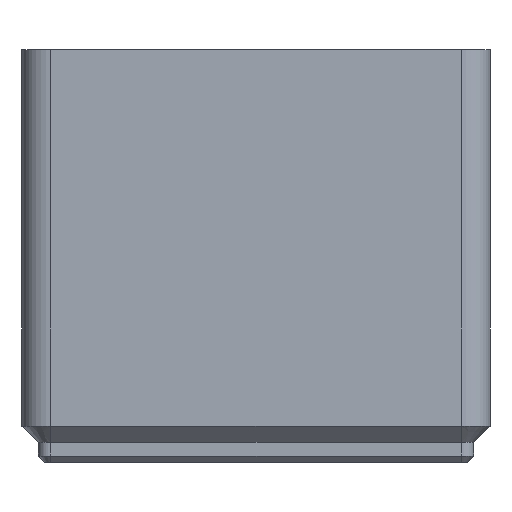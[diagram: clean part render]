
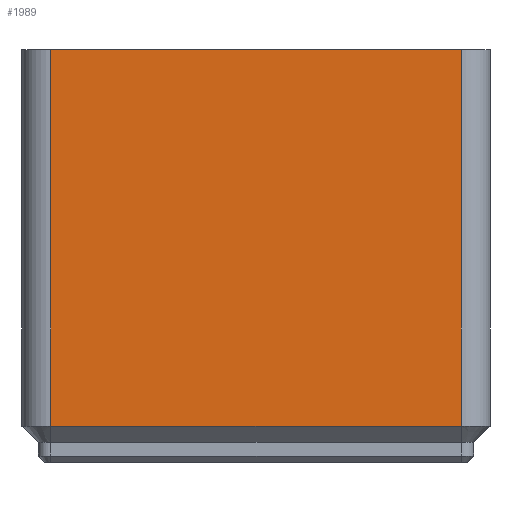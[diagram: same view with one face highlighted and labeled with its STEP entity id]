
A CAD part, left-side view. The second image highlights one B-rep face of the part: STEP entity #1989.
In plain terms, the highlighted planar face has unit normal (-1, 0, 0).
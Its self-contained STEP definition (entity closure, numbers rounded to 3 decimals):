
#97=PLANE('',#2208);
#248=LINE('',#3368,#437);
#284=LINE('',#3474,#473);
#291=LINE('',#3507,#480);
#292=LINE('',#3509,#481);
#437=VECTOR('',#2633,10.);
#473=VECTOR('',#2757,10.);
#480=VECTOR('',#2806,10.);
#481=VECTOR('',#2809,10.);
#635=FACE_OUTER_BOUND('',#755,.T.);
#755=EDGE_LOOP('',(#1863,#1864,#1865,#1866));
#983=VERTEX_POINT('',#3363);
#984=VERTEX_POINT('',#3367);
#1009=VERTEX_POINT('',#3471);
#1010=VERTEX_POINT('',#3473);
#1230=EDGE_CURVE('',#984,#983,#248,.T.);
#1283=EDGE_CURVE('',#1010,#1009,#284,.T.);
#1299=EDGE_CURVE('',#1010,#984,#291,.T.);
#1300=EDGE_CURVE('',#983,#1009,#292,.T.);
#1863=ORIENTED_EDGE('',*,*,#1299,.F.);
#1864=ORIENTED_EDGE('',*,*,#1283,.T.);
#1865=ORIENTED_EDGE('',*,*,#1300,.F.);
#1866=ORIENTED_EDGE('',*,*,#1230,.F.);
#1989=ADVANCED_FACE('',(#635),#97,.T.);
#2208=AXIS2_PLACEMENT_3D('',#3508,#2807,#2808);
#2633=DIRECTION('',(0.,1.,0.));
#2757=DIRECTION('',(0.,1.,0.));
#2806=DIRECTION('',(0.,0.,-1.));
#2807=DIRECTION('center_axis',(-1.,0.,0.));
#2808=DIRECTION('ref_axis',(0.,-1.,0.));
#2809=DIRECTION('',(0.,0.,1.));
#3363=CARTESIAN_POINT('',(0.,57.75,-0.25));
#3367=CARTESIAN_POINT('',(0.,3.75,-0.25));
#3368=CARTESIAN_POINT('',(0.,9.5,-0.25));
#3471=CARTESIAN_POINT('',(0.,57.75,49.2));
#3473=CARTESIAN_POINT('',(0.,3.75,49.2));
#3474=CARTESIAN_POINT('',(0.,46.125,49.2));
#3507=CARTESIAN_POINT('',(0.,3.75,0.));
#3508=CARTESIAN_POINT('Origin',(0.,61.5,0.));
#3509=CARTESIAN_POINT('',(0.,57.75,0.));
